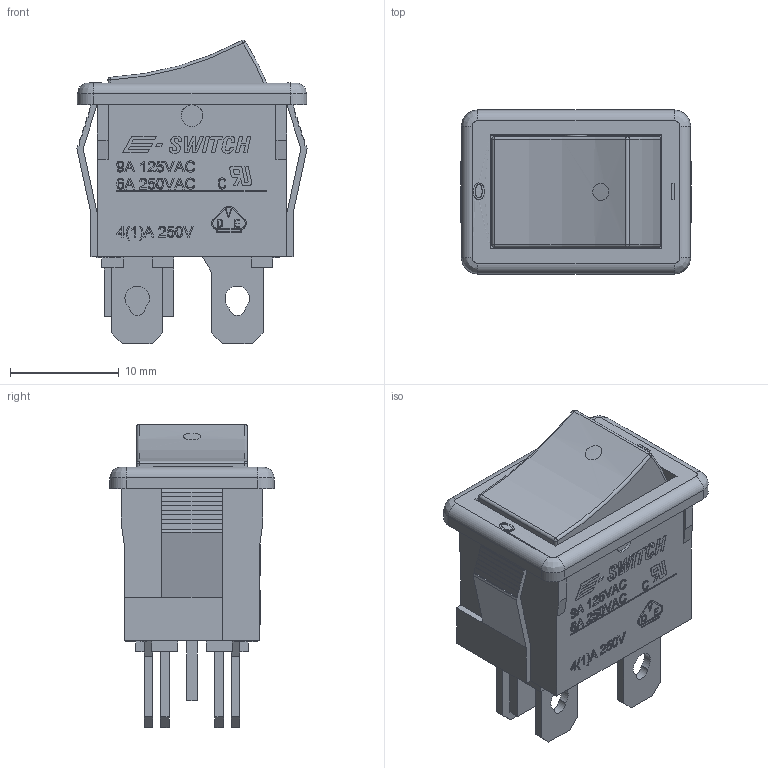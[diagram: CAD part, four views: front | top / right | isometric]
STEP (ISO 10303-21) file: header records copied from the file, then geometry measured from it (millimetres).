
FILE_DESCRIPTION((' '),'2;1');
FILE_NAME('R1973BxxxxxxxFx.stp','2017-07-26T13:58:03',(' '),(' '),' ','ACIS',' ');
FILE_SCHEMA(('CONFIG_CONTROL_DESIGN'));
Length unit declared in the file: inch
Products named in the file (1): R1973BxxxxxxxFx.stp
Bounding box: 21.2 x 15.1 x 27.94 mm (x, y, z)
Volume: 2134.8 mm3; surface area: 4756.8 mm2
Topology: 1 solids, 1 shells, 913 faces, 2500 edges, 1640 vertices
Faces by surface type: plane 586, bspline 271, cylinder 46, torus 6, sphere 4
Full cylindrical faces by diameter (mm): 2 x4
Entity records: 31391 total; most frequent: CARTESIAN_POINT 9885, ORIENTED_EDGE 4980, DIRECTION 3358, EDGE_CURVE 2490, VECTOR 1844, LINE 1844, VERTEX_POINT 1636, EDGE_LOOP 1008
